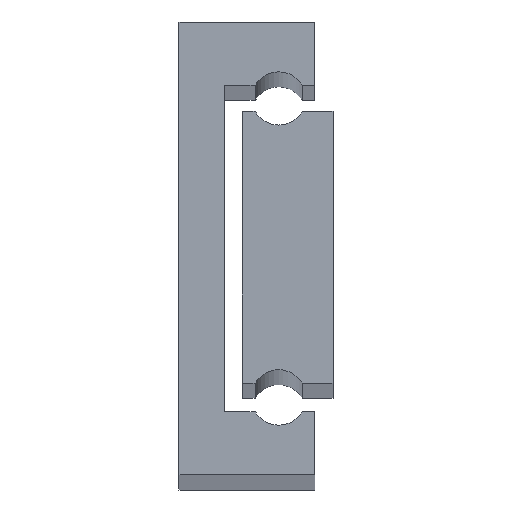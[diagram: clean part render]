
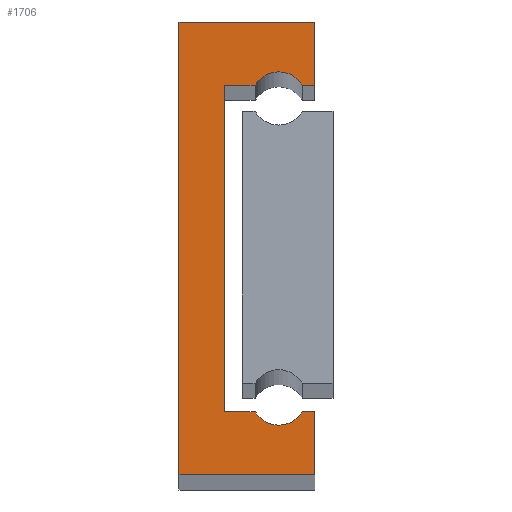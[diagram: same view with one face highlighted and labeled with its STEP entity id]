
A CAD part, top view. The second image highlights one B-rep face of the part: STEP entity #1706.
In plain terms, the highlighted planar face has unit normal (0, 0, 1).
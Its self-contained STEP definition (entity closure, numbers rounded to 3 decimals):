
#3 = FACE_OUTER_BOUND ( 'NONE', #132, .T. ) ;
#20 = CARTESIAN_POINT ( 'NONE',  ( 11., 41.5, 475. ) ) ;
#25 = ORIENTED_EDGE ( 'NONE', *, *, #695, .T. ) ;
#64 = CARTESIAN_POINT ( 'NONE',  ( 15., 7., 475. ) ) ;
#79 = LINE ( 'NONE', #1444, #524 ) ;
#92 = VERTEX_POINT ( 'NONE', #1397 ) ;
#96 = CARTESIAN_POINT ( 'NONE',  ( 0., 0., 475. ) ) ;
#128 = CARTESIAN_POINT ( 'NONE',  ( 11., 41.5, 475. ) ) ;
#132 = EDGE_LOOP ( 'NONE', ( #25, #352, #830, #564, #1093, #714, #1697, #486, #877, #762, #1062, #1514 ) ) ;
#136 = VECTOR ( 'NONE', #496, 1000. ) ;
#144 = CARTESIAN_POINT ( 'NONE',  ( 13.598, 43., 475. ) ) ;
#146 = VECTOR ( 'NONE', #1827, 1000. ) ;
#158 = LINE ( 'NONE', #1523, #495 ) ;
#171 = LINE ( 'NONE', #478, #1745 ) ;
#190 = CARTESIAN_POINT ( 'NONE',  ( 8.402, 7., 475. ) ) ;
#195 = CARTESIAN_POINT ( 'NONE',  ( 11., 8.5, 475. ) ) ;
#209 = CARTESIAN_POINT ( 'NONE',  ( 13.598, 7., 475. ) ) ;
#237 = AXIS2_PLACEMENT_3D ( 'NONE', #128, #761, #738 ) ;
#242 = VECTOR ( 'NONE', #282, 1000. ) ;
#252 = VERTEX_POINT ( 'NONE', #675 ) ;
#282 = DIRECTION ( 'NONE',  ( 0., -1., 0. ) ) ;
#301 = CARTESIAN_POINT ( 'NONE',  ( 0., 0., 475. ) ) ;
#322 = LINE ( 'NONE', #1215, #910 ) ;
#324 = VERTEX_POINT ( 'NONE', #1047 ) ;
#342 = DIRECTION ( 'NONE',  ( -1., 0., 0. ) ) ;
#352 = ORIENTED_EDGE ( 'NONE', *, *, #389, .T. ) ;
#371 = VERTEX_POINT ( 'NONE', #751 ) ;
#382 = CARTESIAN_POINT ( 'NONE',  ( 15., 43., 475. ) ) ;
#389 = EDGE_CURVE ( 'NONE', #252, #371, #1206, .T. ) ;
#403 = CIRCLE ( 'NONE', #812, 3. ) ;
#412 = VERTEX_POINT ( 'NONE', #637 ) ;
#474 = VERTEX_POINT ( 'NONE', #1729 ) ;
#477 = VERTEX_POINT ( 'NONE', #209 ) ;
#478 = CARTESIAN_POINT ( 'NONE',  ( 15., 7., 475. ) ) ;
#486 = ORIENTED_EDGE ( 'NONE', *, *, #1914, .T. ) ;
#492 = DIRECTION ( 'NONE',  ( 0., 0., -1. ) ) ;
#495 = VECTOR ( 'NONE', #578, 1000. ) ;
#496 = DIRECTION ( 'NONE',  ( -1., 0., 0. ) ) ;
#524 = VECTOR ( 'NONE', #833, 1000. ) ;
#553 = VECTOR ( 'NONE', #1459, 1000. ) ;
#564 = ORIENTED_EDGE ( 'NONE', *, *, #1217, .T. ) ;
#569 = CARTESIAN_POINT ( 'NONE',  ( 0., 50., 475. ) ) ;
#574 = EDGE_CURVE ( 'NONE', #477, #324, #403, .T. ) ;
#578 = DIRECTION ( 'NONE',  ( 0., 1., 0. ) ) ;
#637 = CARTESIAN_POINT ( 'NONE',  ( 8.402, 43., 475. ) ) ;
#665 = LINE ( 'NONE', #190, #136 ) ;
#675 = CARTESIAN_POINT ( 'NONE',  ( 0., 0., 475. ) ) ;
#695 = EDGE_CURVE ( 'NONE', #1931, #252, #1046, .T. ) ;
#714 = ORIENTED_EDGE ( 'NONE', *, *, #1368, .T. ) ;
#738 = DIRECTION ( 'NONE',  ( -1., 0., 0. ) ) ;
#751 = CARTESIAN_POINT ( 'NONE',  ( 15., 0., 475. ) ) ;
#761 = DIRECTION ( 'NONE',  ( 0., 0., -1. ) ) ;
#762 = ORIENTED_EDGE ( 'NONE', *, *, #1454, .T. ) ;
#812 = AXIS2_PLACEMENT_3D ( 'NONE', #195, #1767, #1610 ) ;
#830 = ORIENTED_EDGE ( 'NONE', *, *, #1278, .T. ) ;
#833 = DIRECTION ( 'NONE',  ( 1., 0., 0. ) ) ;
#877 = ORIENTED_EDGE ( 'NONE', *, *, #1744, .T. ) ;
#910 = VECTOR ( 'NONE', #1840, 1000. ) ;
#913 = VERTEX_POINT ( 'NONE', #64 ) ;
#961 = CIRCLE ( 'NONE', #1579, 3. ) ;
#966 = LINE ( 'NONE', #1598, #1413 ) ;
#983 = EDGE_CURVE ( 'NONE', #92, #1931, #1727, .T. ) ;
#1046 = LINE ( 'NONE', #96, #242 ) ;
#1047 = CARTESIAN_POINT ( 'NONE',  ( 8.402, 7., 475. ) ) ;
#1058 = CARTESIAN_POINT ( 'NONE',  ( 15., 43., 475. ) ) ;
#1062 = ORIENTED_EDGE ( 'NONE', *, *, #1658, .T. ) ;
#1093 = ORIENTED_EDGE ( 'NONE', *, *, #574, .T. ) ;
#1206 = LINE ( 'NONE', #301, #146 ) ;
#1215 = CARTESIAN_POINT ( 'NONE',  ( 15., 0., 475. ) ) ;
#1217 = EDGE_CURVE ( 'NONE', #913, #477, #171, .T. ) ;
#1228 = VERTEX_POINT ( 'NONE', #144 ) ;
#1278 = EDGE_CURVE ( 'NONE', #371, #913, #322, .T. ) ;
#1368 = EDGE_CURVE ( 'NONE', #324, #1764, #665, .T. ) ;
#1377 = EDGE_CURVE ( 'NONE', #1764, #474, #966, .T. ) ;
#1397 = CARTESIAN_POINT ( 'NONE',  ( 15., 50., 475. ) ) ;
#1406 = DIRECTION ( 'NONE',  ( -1., 0., 0. ) ) ;
#1408 = DIRECTION ( 'NONE',  ( 0., 1., 0. ) ) ;
#1413 = VECTOR ( 'NONE', #1408, 1000. ) ;
#1444 = CARTESIAN_POINT ( 'NONE',  ( 8.402, 43., 475. ) ) ;
#1454 = EDGE_CURVE ( 'NONE', #1228, #1624, #1780, .T. ) ;
#1459 = DIRECTION ( 'NONE',  ( 1., 0., 0. ) ) ;
#1501 = PLANE ( 'NONE',  #237 ) ;
#1504 = DIRECTION ( 'NONE',  ( -1., 0., 0. ) ) ;
#1514 = ORIENTED_EDGE ( 'NONE', *, *, #983, .T. ) ;
#1523 = CARTESIAN_POINT ( 'NONE',  ( 15., 50., 475. ) ) ;
#1568 = CARTESIAN_POINT ( 'NONE',  ( 5., 7., 475. ) ) ;
#1579 = AXIS2_PLACEMENT_3D ( 'NONE', #20, #492, #1406 ) ;
#1598 = CARTESIAN_POINT ( 'NONE',  ( 5., 7., 475. ) ) ;
#1610 = DIRECTION ( 'NONE',  ( 1., 0., 0. ) ) ;
#1615 = VECTOR ( 'NONE', #342, 1000. ) ;
#1624 = VERTEX_POINT ( 'NONE', #1058 ) ;
#1658 = EDGE_CURVE ( 'NONE', #1624, #92, #158, .T. ) ;
#1697 = ORIENTED_EDGE ( 'NONE', *, *, #1377, .T. ) ;
#1706 = ADVANCED_FACE ( 'NONE', ( #3 ), #1501, .F. ) ;
#1727 = LINE ( 'NONE', #1743, #1615 ) ;
#1729 = CARTESIAN_POINT ( 'NONE',  ( 5., 43., 475. ) ) ;
#1743 = CARTESIAN_POINT ( 'NONE',  ( 0., 50., 475. ) ) ;
#1744 = EDGE_CURVE ( 'NONE', #412, #1228, #961, .T. ) ;
#1745 = VECTOR ( 'NONE', #1504, 1000. ) ;
#1764 = VERTEX_POINT ( 'NONE', #1568 ) ;
#1767 = DIRECTION ( 'NONE',  ( 0., 0., -1. ) ) ;
#1780 = LINE ( 'NONE', #382, #553 ) ;
#1827 = DIRECTION ( 'NONE',  ( 1., 0., 0. ) ) ;
#1840 = DIRECTION ( 'NONE',  ( 0., 1., 0. ) ) ;
#1914 = EDGE_CURVE ( 'NONE', #474, #412, #79, .T. ) ;
#1931 = VERTEX_POINT ( 'NONE', #569 ) ;
